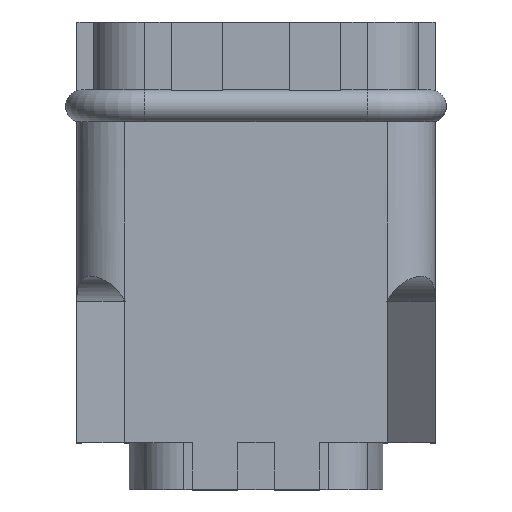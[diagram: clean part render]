
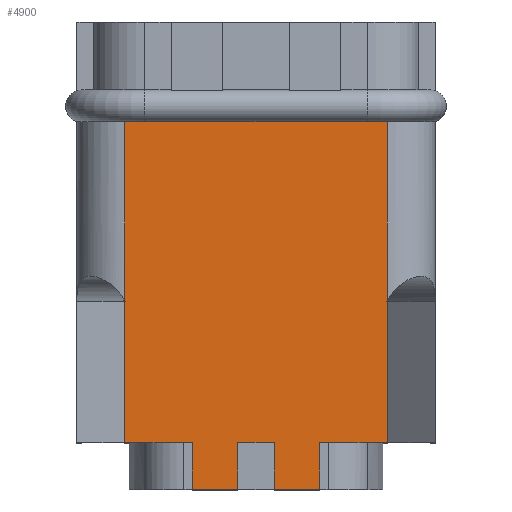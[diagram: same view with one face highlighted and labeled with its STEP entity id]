
A CAD part, top view. The second image highlights one B-rep face of the part: STEP entity #4900.
In plain terms, the highlighted planar face has unit normal (0, 0, 1).
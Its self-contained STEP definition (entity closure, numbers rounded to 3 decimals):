
#15 = VECTOR ( 'NONE', #2001, 1000. ) ;
#20 = VECTOR ( 'NONE', #2012, 1000. ) ;
#95 = VECTOR ( 'NONE', #2212, 1000. ) ;
#104 = VECTOR ( 'NONE', #2231, 1000. ) ;
#106 = VECTOR ( 'NONE', #2236, 1000. ) ;
#348 = LINE ( 'NONE', #1378, #5251 ) ;
#395 = LINE ( 'NONE', #2399, #5299 ) ;
#449 = LINE ( 'NONE', #2540, #5350 ) ;
#586 = LINE ( 'NONE', #2798, #5129 ) ;
#699 = LINE ( 'NONE', #3370, #1715 ) ;
#781 = LINE ( 'NONE', #3701, #1779 ) ;
#788 = FACE_OUTER_BOUND ( 'NONE', #3138, .T. ) ;
#837 = LINE ( 'NONE', #1918, #1848 ) ;
#852 = LINE ( 'NONE', #2000, #15 ) ;
#864 = LINE ( 'NONE', #2011, #20 ) ;
#906 = LINE ( 'NONE', #2211, #95 ) ;
#911 = LINE ( 'NONE', #2230, #104 ) ;
#912 = LINE ( 'NONE', #2235, #106 ) ;
#976 = CARTESIAN_POINT ( 'NONE',  ( -3.725, -21.55, 10.5 ) ) ;
#992 = CARTESIAN_POINT ( 'NONE',  ( 7.7, -18.8, 10.5 ) ) ;
#1014 = CARTESIAN_POINT ( 'NONE',  ( -3.725, -18.8, 10.5 ) ) ;
#1016 = CARTESIAN_POINT ( 'NONE',  ( -7.7, -18.8, 10.5 ) ) ;
#1047 = CARTESIAN_POINT ( 'NONE',  ( 1.075, -21.55, 10.5 ) ) ;
#1050 = CARTESIAN_POINT ( 'NONE',  ( 3.725, -21.55, 10.5 ) ) ;
#1377 = DIRECTION ( 'NONE',  ( 0., -1., 0. ) ) ;
#1378 = CARTESIAN_POINT ( 'NONE',  ( -1.075, -18.8, 10.5 ) ) ;
#1447 = CARTESIAN_POINT ( 'NONE',  ( -1.075, -18.8, 10.5 ) ) ;
#1467 = CARTESIAN_POINT ( 'NONE',  ( 3.725, -18.8, 10.5 ) ) ;
#1621 = CARTESIAN_POINT ( 'NONE',  ( 7.7, 0., 10.5 ) ) ;
#1624 = CARTESIAN_POINT ( 'NONE',  ( 1.075, -18.8, 10.5 ) ) ;
#1632 = CARTESIAN_POINT ( 'NONE',  ( -7.7, 0., 10.5 ) ) ;
#1648 = CARTESIAN_POINT ( 'NONE',  ( -1.075, -21.55, 10.5 ) ) ;
#1715 = VECTOR ( 'NONE', #3372, 1000. ) ;
#1779 = VECTOR ( 'NONE', #3703, 1000. ) ;
#1789 = AXIS2_PLACEMENT_3D ( 'NONE', #3768, #3770, #3772 ) ;
#1848 = VECTOR ( 'NONE', #1919, 1000. ) ;
#1918 = CARTESIAN_POINT ( 'NONE',  ( -10.5, -21.55, 10.5 ) ) ;
#1919 = DIRECTION ( 'NONE',  ( -1., 0., 0. ) ) ;
#2000 = CARTESIAN_POINT ( 'NONE',  ( 7.7, -21.55, 10.5 ) ) ;
#2001 = DIRECTION ( 'NONE',  ( 0., 1., 0. ) ) ;
#2011 = CARTESIAN_POINT ( 'NONE',  ( 3.725, -18.8, 10.5 ) ) ;
#2012 = DIRECTION ( 'NONE',  ( 0., -1., 0. ) ) ;
#2211 = CARTESIAN_POINT ( 'NONE',  ( -10.5, -18.8, 10.5 ) ) ;
#2212 = DIRECTION ( 'NONE',  ( -1., 0., 0. ) ) ;
#2230 = CARTESIAN_POINT ( 'NONE',  ( -10.5, 0., 10.5 ) ) ;
#2231 = DIRECTION ( 'NONE',  ( -1., 0., 0. ) ) ;
#2235 = CARTESIAN_POINT ( 'NONE',  ( -10.5, -21.55, 10.5 ) ) ;
#2236 = DIRECTION ( 'NONE',  ( -1., 0., 0. ) ) ;
#2399 = CARTESIAN_POINT ( 'NONE',  ( -10.5, -18.8, 10.5 ) ) ;
#2400 = DIRECTION ( 'NONE',  ( -1., 0., 0. ) ) ;
#2540 = CARTESIAN_POINT ( 'NONE',  ( -10.5, -18.8, 10.5 ) ) ;
#2541 = DIRECTION ( 'NONE',  ( -1., 0., 0. ) ) ;
#2798 = CARTESIAN_POINT ( 'NONE',  ( -7.7, -21.55, 10.5 ) ) ;
#2799 = DIRECTION ( 'NONE',  ( 0., -1., 0. ) ) ;
#3138 = EDGE_LOOP ( 'NONE', ( #5693, #5692, #5694, #5699, #5697, #5700, #5698, #5701, #5702, #5656, #5703, #5715 ) ) ;
#3370 = CARTESIAN_POINT ( 'NONE',  ( -3.725, -18.8, 10.5 ) ) ;
#3372 = DIRECTION ( 'NONE',  ( 0., -1., 0. ) ) ;
#3701 = CARTESIAN_POINT ( 'NONE',  ( 1.075, -18.8, 10.5 ) ) ;
#3703 = DIRECTION ( 'NONE',  ( 0., -1., 0. ) ) ;
#3766 = PLANE ( 'NONE',  #1789 ) ;
#3768 = CARTESIAN_POINT ( 'NONE',  ( -10.5, -21.55, 10.5 ) ) ;
#3770 = DIRECTION ( 'NONE',  ( 0., 0., -1. ) ) ;
#3772 = DIRECTION ( 'NONE',  ( -1., 0., 0. ) ) ;
#4090 = VERTEX_POINT ( 'NONE', #1050 ) ;
#4091 = VERTEX_POINT ( 'NONE', #1047 ) ;
#4100 = VERTEX_POINT ( 'NONE', #1016 ) ;
#4102 = VERTEX_POINT ( 'NONE', #1014 ) ;
#4116 = VERTEX_POINT ( 'NONE', #992 ) ;
#4126 = VERTEX_POINT ( 'NONE', #976 ) ;
#4172 = VERTEX_POINT ( 'NONE', #1648 ) ;
#4186 = VERTEX_POINT ( 'NONE', #1632 ) ;
#4192 = VERTEX_POINT ( 'NONE', #1624 ) ;
#4195 = VERTEX_POINT ( 'NONE', #1621 ) ;
#4317 = VERTEX_POINT ( 'NONE', #1467 ) ;
#4331 = VERTEX_POINT ( 'NONE', #1447 ) ;
#4556 = EDGE_CURVE ( 'NONE', #4331, #4172, #348, .T. ) ;
#4593 = EDGE_CURVE ( 'NONE', #4102, #4100, #395, .T. ) ;
#4640 = EDGE_CURVE ( 'NONE', #4192, #4331, #449, .T. ) ;
#4730 = EDGE_CURVE ( 'NONE', #4186, #4100, #586, .T. ) ;
#4833 = EDGE_CURVE ( 'NONE', #4102, #4126, #699, .T. ) ;
#4889 = EDGE_CURVE ( 'NONE', #4192, #4091, #781, .T. ) ;
#4900 = ADVANCED_FACE ( 'NONE', ( #788 ), #3766, .F. ) ;
#4954 = EDGE_CURVE ( 'NONE', #4090, #4091, #837, .T. ) ;
#4984 = EDGE_CURVE ( 'NONE', #4116, #4195, #852, .T. ) ;
#4989 = EDGE_CURVE ( 'NONE', #4317, #4090, #864, .T. ) ;
#5040 = EDGE_CURVE ( 'NONE', #4116, #4317, #906, .T. ) ;
#5048 = EDGE_CURVE ( 'NONE', #4195, #4186, #911, .T. ) ;
#5050 = EDGE_CURVE ( 'NONE', #4172, #4126, #912, .T. ) ;
#5129 = VECTOR ( 'NONE', #2799, 1000. ) ;
#5251 = VECTOR ( 'NONE', #1377, 1000. ) ;
#5299 = VECTOR ( 'NONE', #2400, 1000. ) ;
#5350 = VECTOR ( 'NONE', #2541, 1000. ) ;
#5656 = ORIENTED_EDGE ( 'NONE', *, *, #4889, .T. ) ;
#5692 = ORIENTED_EDGE ( 'NONE', *, *, #4984, .T. ) ;
#5693 = ORIENTED_EDGE ( 'NONE', *, *, #5040, .F. ) ;
#5694 = ORIENTED_EDGE ( 'NONE', *, *, #5048, .T. ) ;
#5697 = ORIENTED_EDGE ( 'NONE', *, *, #4593, .F. ) ;
#5698 = ORIENTED_EDGE ( 'NONE', *, *, #5050, .F. ) ;
#5699 = ORIENTED_EDGE ( 'NONE', *, *, #4730, .T. ) ;
#5700 = ORIENTED_EDGE ( 'NONE', *, *, #4833, .T. ) ;
#5701 = ORIENTED_EDGE ( 'NONE', *, *, #4556, .F. ) ;
#5702 = ORIENTED_EDGE ( 'NONE', *, *, #4640, .F. ) ;
#5703 = ORIENTED_EDGE ( 'NONE', *, *, #4954, .F. ) ;
#5715 = ORIENTED_EDGE ( 'NONE', *, *, #4989, .F. ) ;
